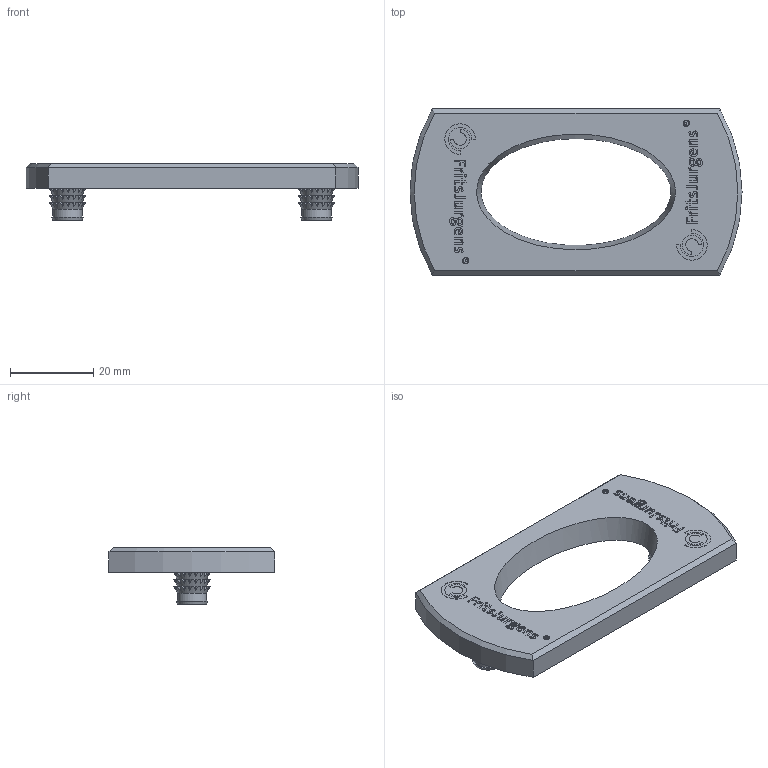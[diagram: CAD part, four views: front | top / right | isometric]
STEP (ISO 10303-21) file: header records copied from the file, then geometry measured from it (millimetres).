
FILE_DESCRIPTION (( 'STEP AP214' ), '1' );
FILE_NAME ('Floorplate_SystemOne-3_square.STEP', '2020-06-23T11:48:01', ( '' ), ( '' ), 'SwSTEP 2.0', 'SolidWorks 2020', '' );
FILE_SCHEMA (( 'AUTOMOTIVE_DESIGN' ));
Length unit declared in the file: millimetre
Products named in the file (1): Floorplate_SystemOne-3_square
Bounding box: 80 x 40 x 13.7 mm (x, y, z)
Volume: 12905.4 mm3; surface area: 6707.1 mm2
Topology: 1 solids, 3 shells, 779 faces, 2162 edges, 1441 vertices
Faces by surface type: plane 492, cylinder 272, cone 14, bspline 1
Full cylindrical faces by diameter (mm): 1.317 x2, 1.572 x2, 4.8 x2, 7 x2
Entity records: 35231 total; most frequent: CARTESIAN_POINT 6629, ORIENTED_EDGE 4248, DIRECTION 4124, EDGE_CURVE 2124, AXIS2_PLACEMENT_3D 1443, VERTEX_POINT 1424, VECTOR 1238, LINE 1238
